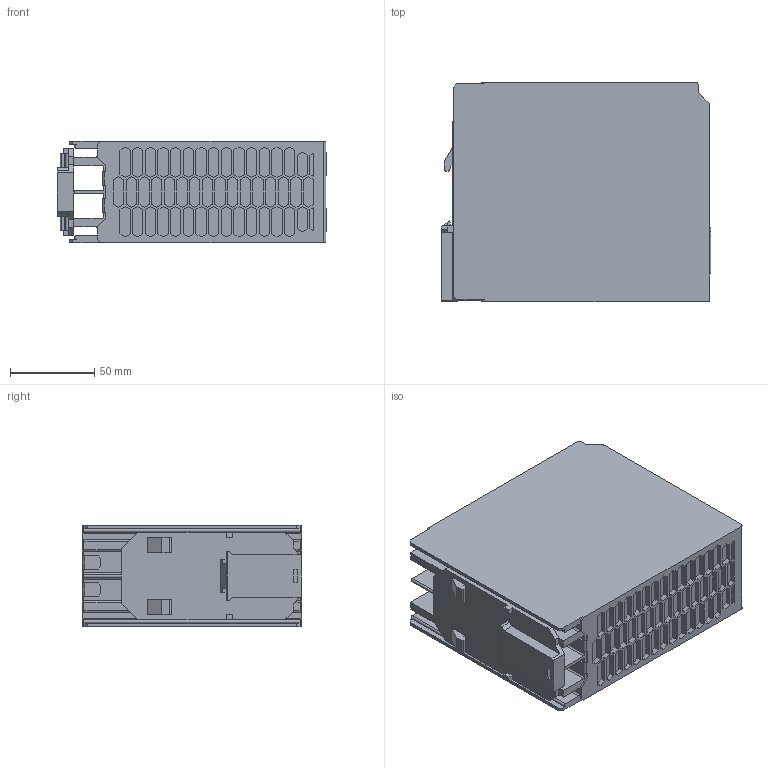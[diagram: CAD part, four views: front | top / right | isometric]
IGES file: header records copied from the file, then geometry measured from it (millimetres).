
Start section: Elysium IGES Interface
Global section: file name: 78H2866491_TRIO_PS_1AC_48DC_5-select.igs; native system: Creo Elements/Direct Modeling 18.1  06-May-2012; preprocessor: Creo Element/Direct IGES_3D V2.2; author: Unknown; organization: Unknown; date: 20121211.154059; units: millimetre
Bounding box: 159.5 x 130 x 60 mm (x, y, z)
Volume: 1071729.6 mm3; surface area: 112321.3 mm2
Topology: 1 solids, 5 shells, 1013 faces, 2623 edges, 1740 vertices
Faces by surface type: bspline 1013
